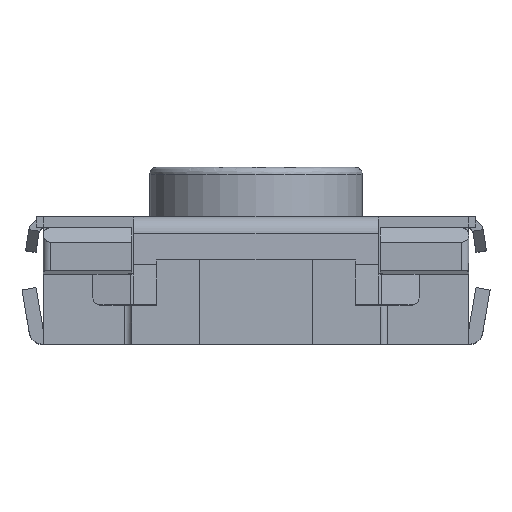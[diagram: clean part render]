
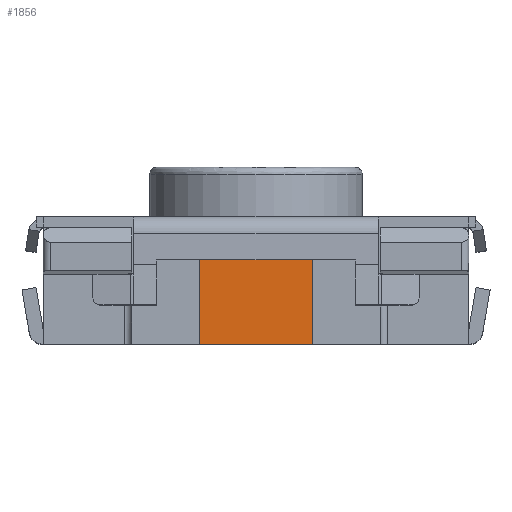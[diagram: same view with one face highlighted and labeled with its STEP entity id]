
A CAD part, top view. The second image highlights one B-rep face of the part: STEP entity #1856.
In plain terms, the highlighted planar face has unit normal (0, 0, 1).
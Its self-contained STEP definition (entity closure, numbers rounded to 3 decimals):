
#26 = VERTEX_POINT ( 'NONE', #6641 ) ;
#186 = LINE ( 'NONE', #3274, #8700 ) ;
#717 = EDGE_CURVE ( 'NONE', #7765, #1490, #7107, .T. ) ;
#728 = CARTESIAN_POINT ( 'NONE',  ( 0.8, 0., 2.7 ) ) ;
#839 = VERTEX_POINT ( 'NONE', #728 ) ;
#848 = LINE ( 'NONE', #2973, #5974 ) ;
#1186 = DIRECTION ( 'NONE',  ( 0., 0., -1. ) ) ;
#1490 = VERTEX_POINT ( 'NONE', #6281 ) ;
#1505 = DIRECTION ( 'NONE',  ( 1., 0., 0. ) ) ;
#1856 = ADVANCED_FACE ( 'NONE', ( #4902 ), #7758, .F. ) ;
#1926 = ORIENTED_EDGE ( 'NONE', *, *, #2798, .F. ) ;
#1950 = DIRECTION ( 'NONE',  ( 0., -1., 0. ) ) ;
#2168 = CARTESIAN_POINT ( 'NONE',  ( -0.8, 1.65, 2.7 ) ) ;
#2798 = EDGE_CURVE ( 'NONE', #26, #7765, #186, .T. ) ;
#2973 = CARTESIAN_POINT ( 'NONE',  ( 5., 0., 2.7 ) ) ;
#3274 = CARTESIAN_POINT ( 'NONE',  ( -0.8, 0., 2.7 ) ) ;
#3372 = ORIENTED_EDGE ( 'NONE', *, *, #7707, .F. ) ;
#3974 = DIRECTION ( 'NONE',  ( 0., 1., 0. ) ) ;
#4251 = LINE ( 'NONE', #5963, #6226 ) ;
#4351 = AXIS2_PLACEMENT_3D ( 'NONE', #8444, #1186, #7175 ) ;
#4553 = ORIENTED_EDGE ( 'NONE', *, *, #717, .F. ) ;
#4702 = CARTESIAN_POINT ( 'NONE',  ( -0.8, 1.65, 2.7 ) ) ;
#4902 = FACE_OUTER_BOUND ( 'NONE', #8538, .T. ) ;
#5963 = CARTESIAN_POINT ( 'NONE',  ( 0.8, 0., 2.7 ) ) ;
#5974 = VECTOR ( 'NONE', #6972, 1000. ) ;
#6226 = VECTOR ( 'NONE', #1950, 1000. ) ;
#6281 = CARTESIAN_POINT ( 'NONE',  ( 0.8, 1.65, 2.7 ) ) ;
#6641 = CARTESIAN_POINT ( 'NONE',  ( -0.8, 0., 2.7 ) ) ;
#6679 = ORIENTED_EDGE ( 'NONE', *, *, #8690, .F. ) ;
#6972 = DIRECTION ( 'NONE',  ( -1., 0., 0. ) ) ;
#7107 = LINE ( 'NONE', #2168, #8709 ) ;
#7175 = DIRECTION ( 'NONE',  ( -1., 0., 0. ) ) ;
#7707 = EDGE_CURVE ( 'NONE', #1490, #839, #4251, .T. ) ;
#7758 = PLANE ( 'NONE',  #4351 ) ;
#7765 = VERTEX_POINT ( 'NONE', #4702 ) ;
#8444 = CARTESIAN_POINT ( 'NONE',  ( -0.8, 0., 2.7 ) ) ;
#8538 = EDGE_LOOP ( 'NONE', ( #4553, #1926, #6679, #3372 ) ) ;
#8690 = EDGE_CURVE ( 'NONE', #839, #26, #848, .T. ) ;
#8700 = VECTOR ( 'NONE', #3974, 1000. ) ;
#8709 = VECTOR ( 'NONE', #1505, 1000. ) ;
